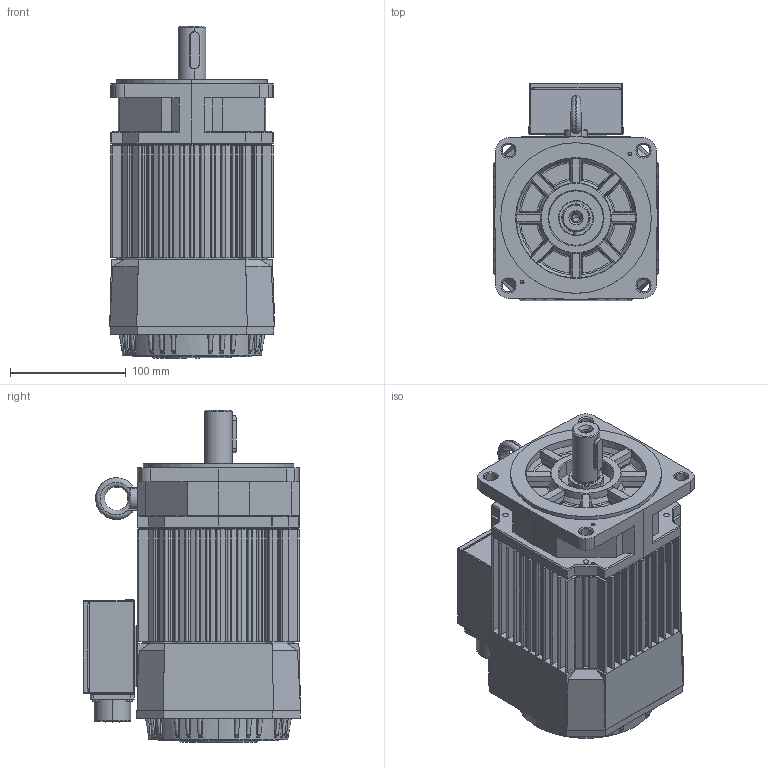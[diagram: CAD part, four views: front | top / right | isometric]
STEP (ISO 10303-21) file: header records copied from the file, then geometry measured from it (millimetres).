
FILE_DESCRIPTION((''),'2;1');
FILE_NAME('BL-141 - Basic.stp','2014-04-04T08:14:00',('arodrigo'),(''),'Autodesk Inventor 9','Autodesk Inventor 9','');
FILE_SCHEMA(('AUTOMOTIVE_DESIGN { 1 0 10303 214 1 1 1 1 }'));
Length unit declared in the file: millimetre
Products named in the file (1): Pieza1
Bounding box: 142.03 x 187.51 x 286.5 mm (x, y, z)
Volume: 4076691.1 mm3; surface area: 351672.4 mm2
Topology: 1 solids, 29 shells, 1948 faces, 4966 edges, 3114 vertices
Faces by surface type: plane 903, cylinder 530, bspline 265, cone 108, sphere 78, torus 64
Entity records: 66693 total; most frequent: CARTESIAN_POINT 20281, ORIENTED_EDGE 9750, DIRECTION 9722, EDGE_CURVE 4875, AXIS2_PLACEMENT_3D 3669, VERTEX_POINT 3093, VECTOR 2384, LINE 2384
